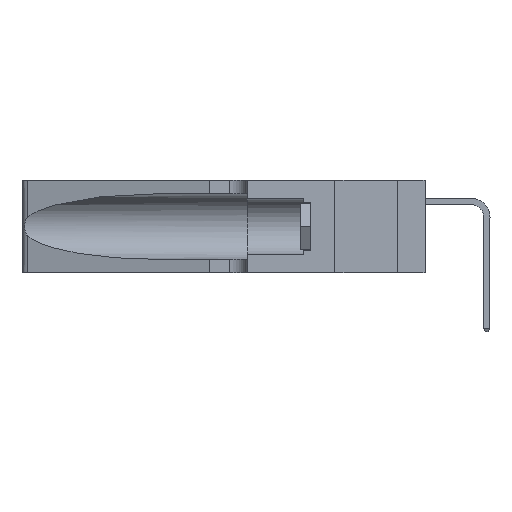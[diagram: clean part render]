
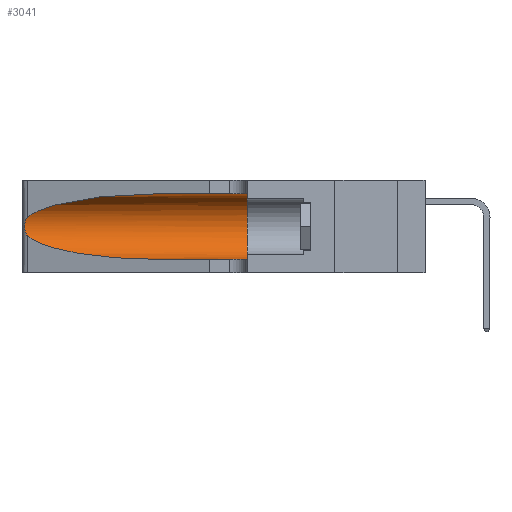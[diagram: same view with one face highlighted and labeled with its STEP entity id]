
A CAD part, left-side view. The second image highlights one B-rep face of the part: STEP entity #3041.
In plain terms, the highlighted cylindrical face has radius 3.308 mm (diameter 6.617 mm), a partial arc.
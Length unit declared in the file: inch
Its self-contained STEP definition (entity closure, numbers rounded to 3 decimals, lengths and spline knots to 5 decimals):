
#25 = EDGE_CURVE ( 'NONE', #5600, #12830, #15647, .T. ) ;
#379 = CARTESIAN_POINT ( 'NONE',  ( 0.25487, 1.22718, 0.22369 ) ) ;
#536 = LINE ( 'NONE', #15979, #22731 ) ;
#940 = CARTESIAN_POINT ( 'NONE',  ( 0.2373, 1.15595, 0.28018 ) ) ;
#1777 = CARTESIAN_POINT ( 'NONE',  ( 0.26018, 1.23835, 0.19895 ) ) ;
#1839 = ORIENTED_EDGE ( 'NONE', *, *, #25, .F. ) ;
#3041 = ADVANCED_FACE ( 'NONE', ( #26127 ), #3346, .F. ) ;
#3133 = VERTEX_POINT ( 'NONE', #379 ) ;
#3346 = CYLINDRICAL_SURFACE ( 'NONE', #25239, 0.13025 ) ;
#3962 = CARTESIAN_POINT ( 'NONE',  ( 0.26075, 1.23896, 0.178 ) ) ;
#4137 = EDGE_LOOP ( 'NONE', ( #15184, #5300, #13394, #15100, #25739, #1839 ) ) ;
#4231 = DIRECTION ( 'NONE',  ( 0., -1., 0. ) ) ;
#4278 = CARTESIAN_POINT ( 'NONE',  ( 0.1305, 0.35, 0.185 ) ) ;
#4468 = EDGE_CURVE ( 'NONE', #15823, #22129, #536, .T. ) ;
#5300 = ORIENTED_EDGE ( 'NONE', *, *, #27413, .T. ) ;
#5509 = VERTEX_POINT ( 'NONE', #9021 ) ;
#5600 = VERTEX_POINT ( 'NONE', #22127 ) ;
#6046 = CARTESIAN_POINT ( 'NONE',  ( 0.1305, 0.35, 0.31525 ) ) ;
#6169 = CARTESIAN_POINT ( 'NONE',  ( 0.25856, 1.23593, 0.16098 ) ) ;
#6365 = EDGE_CURVE ( 'NONE', #5600, #3133, #26528, .T. ) ;
#6470 = DIRECTION ( 'NONE',  ( 0., 0., 1. ) ) ;
#6749 = CARTESIAN_POINT ( 'NONE',  ( 0.2373, 1.15595, 0.08982 ) ) ;
#7554 = EDGE_CURVE ( 'NONE', #12830, #22129, #9166, .T. ) ;
#7642 = EDGE_CURVE ( 'NONE', #5509, #15823, #12818, .T. ) ;
#8300 = CARTESIAN_POINT ( 'NONE',  ( 0.25639, 1.23186, 0.15144 ) ) ;
#8710 = DIRECTION ( 'NONE',  ( 0., -1., 0. ) ) ;
#8872 = CARTESIAN_POINT ( 'NONE',  ( 0.18966, 0.96281, 0.05475 ) ) ;
#9021 = CARTESIAN_POINT ( 'NONE',  ( 0.25487, 1.22718, 0.14631 ) ) ;
#9166 = CIRCLE ( 'NONE', #24056, 0.13025 ) ;
#9573 = CARTESIAN_POINT ( 'NONE',  ( 0.1305, 0.35, 0.05475 ) ) ;
#10337 = CARTESIAN_POINT ( 'NONE',  ( 0.25487, 1.22718, 0.22369 ) ) ;
#10420 = CARTESIAN_POINT ( 'NONE',  ( 0.25487, 1.22718, 0.14631 ) ) ;
#10834 = CARTESIAN_POINT ( 'NONE',  ( 0.1305, 1.61858, 0.185 ) ) ;
#11660 = CARTESIAN_POINT ( 'NONE',  ( 0.1305, 0.72297, 0.31525 ) ) ;
#12460 = CARTESIAN_POINT ( 'NONE',  ( 0.25639, 1.23184, 0.21858 ) ) ;
#12818 =( BOUNDED_CURVE ( )  B_SPLINE_CURVE ( 3, ( #12945, #6749, #8872, #23832 ),
 .UNSPECIFIED., .F., .T. ) 
 B_SPLINE_CURVE_WITH_KNOTS ( ( 4, 4 ),
 ( 3.44316, 4.71239 ),
 .UNSPECIFIED. ) 
 CURVE ( )  GEOMETRIC_REPRESENTATION_ITEM ( )  RATIONAL_B_SPLINE_CURVE ( ( 1., 0.87, 0.87, 1. ) ) 
 REPRESENTATION_ITEM ( '' )  );
#12830 = VERTEX_POINT ( 'NONE', #6046 ) ;
#12945 = CARTESIAN_POINT ( 'NONE',  ( 0.25487, 1.22718, 0.14631 ) ) ;
#13394 = ORIENTED_EDGE ( 'NONE', *, *, #7642, .T. ) ;
#14613 = CARTESIAN_POINT ( 'NONE',  ( 0.25854, 1.2359, 0.20912 ) ) ;
#15100 = ORIENTED_EDGE ( 'NONE', *, *, #4468, .T. ) ;
#15184 = ORIENTED_EDGE ( 'NONE', *, *, #6365, .T. ) ;
#15647 = LINE ( 'NONE', #18748, #16322 ) ;
#15823 = VERTEX_POINT ( 'NONE', #21124 ) ;
#15979 = CARTESIAN_POINT ( 'NONE',  ( 0.1305, 1.61858, 0.05475 ) ) ;
#15986 = CARTESIAN_POINT ( 'NONE',  ( 0.25487, 1.22718, 0.22369 ) ) ;
#16322 = VECTOR ( 'NONE', #4231, 39.37008 ) ;
#16784 = CARTESIAN_POINT ( 'NONE',  ( 0.26075, 1.23896, 0.19203 ) ) ;
#17212 = DIRECTION ( 'NONE',  ( 0., 0., -1. ) ) ;
#18748 = CARTESIAN_POINT ( 'NONE',  ( 0.1305, 1.61858, 0.31525 ) ) ;
#18941 = CARTESIAN_POINT ( 'NONE',  ( 0.26017, 1.23833, 0.17102 ) ) ;
#19250 = DIRECTION ( 'NONE',  ( 0., 1., 0. ) ) ;
#20291 = DIRECTION ( 'NONE',  ( 0., -1., 0. ) ) ;
#20906 = B_SPLINE_CURVE_WITH_KNOTS ( 'NONE', 3,
 ( #10337, #23178, #12460, #27455, #14613, #1777, #16784, #3962, #18941, #6169, #21114, #8300, #23277, #10420 ),
 .UNSPECIFIED., .F., .F.,
 ( 4, 2, 2, 2, 2, 2, 4 ),
 ( 0., 0.00027, 0.00053, 0.00107, 0.0016, 0.00187, 0.00214 ),
 .UNSPECIFIED. ) ;
#21114 = CARTESIAN_POINT ( 'NONE',  ( 0.25789, 1.23486, 0.15765 ) ) ;
#21124 = CARTESIAN_POINT ( 'NONE',  ( 0.1305, 0.72297, 0.05475 ) ) ;
#22127 = CARTESIAN_POINT ( 'NONE',  ( 0.1305, 0.72297, 0.31525 ) ) ;
#22129 = VERTEX_POINT ( 'NONE', #9573 ) ;
#22731 = VECTOR ( 'NONE', #20291, 39.37008 ) ;
#23178 = CARTESIAN_POINT ( 'NONE',  ( 0.25555, 1.22994, 0.2215 ) ) ;
#23277 = CARTESIAN_POINT ( 'NONE',  ( 0.25555, 1.22993, 0.14849 ) ) ;
#23832 = CARTESIAN_POINT ( 'NONE',  ( 0.1305, 0.72297, 0.05475 ) ) ;
#24056 = AXIS2_PLACEMENT_3D ( 'NONE', #4278, #19250, #6470 ) ;
#24494 = CARTESIAN_POINT ( 'NONE',  ( 0.18966, 0.96281, 0.31525 ) ) ;
#25239 = AXIS2_PLACEMENT_3D ( 'NONE', #10834, #8710, #17212 ) ;
#25739 = ORIENTED_EDGE ( 'NONE', *, *, #7554, .F. ) ;
#26127 = FACE_OUTER_BOUND ( 'NONE', #4137, .T. ) ;
#26528 =( BOUNDED_CURVE ( )  B_SPLINE_CURVE ( 3, ( #11660, #24494, #940, #15986 ),
 .UNSPECIFIED., .F., .T. ) 
 B_SPLINE_CURVE_WITH_KNOTS ( ( 4, 4 ),
 ( 1.5708, 2.84003 ),
 .UNSPECIFIED. ) 
 CURVE ( )  GEOMETRIC_REPRESENTATION_ITEM ( )  RATIONAL_B_SPLINE_CURVE ( ( 1., 0.87, 0.87, 1. ) ) 
 REPRESENTATION_ITEM ( '' )  );
#27413 = EDGE_CURVE ( 'NONE', #3133, #5509, #20906, .T. ) ;
#27455 = CARTESIAN_POINT ( 'NONE',  ( 0.25787, 1.23484, 0.2124 ) ) ;
